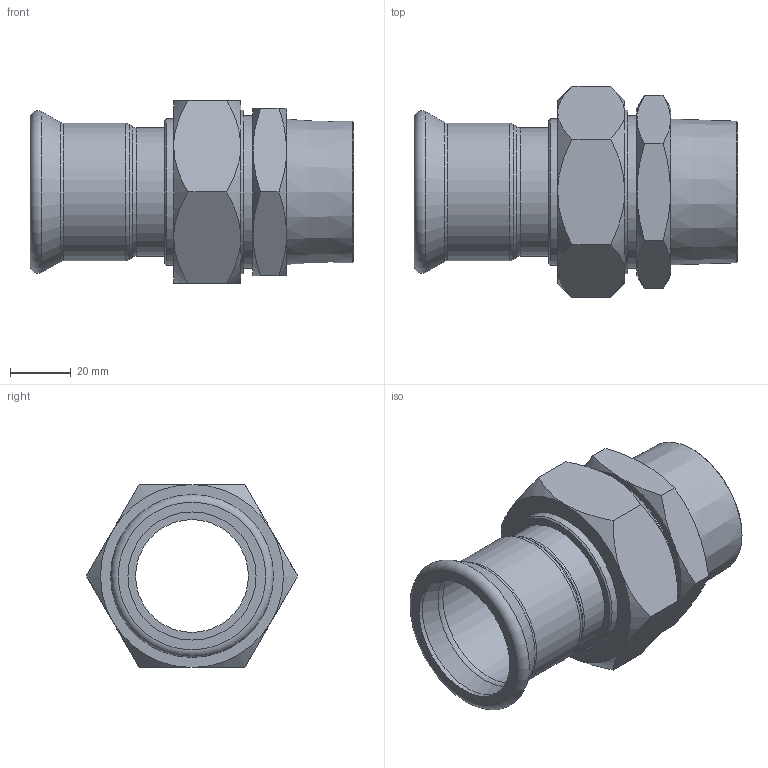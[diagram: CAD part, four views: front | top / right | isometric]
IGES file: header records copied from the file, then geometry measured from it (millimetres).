
Global section: file name: No Iges File Name specified; native system: Autodesk Inventor 2012; preprocessor: AutoDesk Inventor Iges Exporter R2012; author: aporro; date: 20130604.114238; units: millimetre
Bounding box: 106 x 69.28 x 60 mm (x, y, z)
Volume: 82837.4 mm3; surface area: 41312.3 mm2
Topology: 2 solids, 2 shells, 76 faces, 152 edges, 89 vertices
Faces by surface type: cone 30, plane 25, revolution 12, cylinder 6, torus 3
Full cylindrical faces by diameter (mm): 42 x1, 45 x1, 48 x2, 50 x1, 53.746 x1
